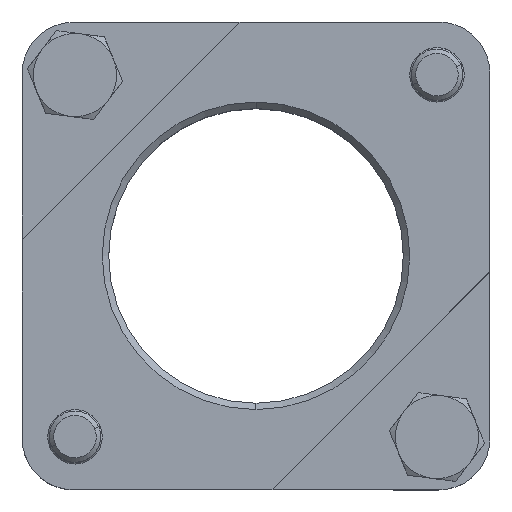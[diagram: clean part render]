
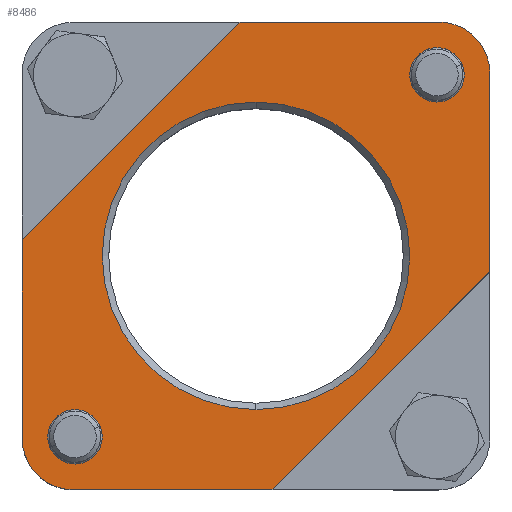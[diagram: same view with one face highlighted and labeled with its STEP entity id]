
A CAD part, top view. The second image highlights one B-rep face of the part: STEP entity #8486.
In plain terms, the highlighted planar face has unit normal (0, 0, 1).
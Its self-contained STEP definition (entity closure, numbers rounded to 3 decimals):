
#7 = VERTEX_POINT ( 'NONE', #4628 ) ;
#49 = LINE ( 'NONE', #2461, #2731 ) ;
#136 = EDGE_CURVE ( 'NONE', #4876, #1461, #3566, .T. ) ;
#245 = DIRECTION ( 'NONE',  ( 1., 0., 0. ) ) ;
#321 = CIRCLE ( 'NONE', #1288, 4.25 ) ;
#336 = ORIENTED_EDGE ( 'NONE', *, *, #6100, .T. ) ;
#388 = ORIENTED_EDGE ( 'NONE', *, *, #7153, .T. ) ;
#411 = VERTEX_POINT ( 'NONE', #6670 ) ;
#461 = ORIENTED_EDGE ( 'NONE', *, *, #5663, .F. ) ;
#534 = DIRECTION ( 'NONE',  ( 0., 0., -1. ) ) ;
#698 = VERTEX_POINT ( 'NONE', #8852 ) ;
#733 = ORIENTED_EDGE ( 'NONE', *, *, #4205, .F. ) ;
#762 = CARTESIAN_POINT ( 'NONE',  ( -28.25, -24., -18.2 ) ) ;
#839 = FACE_OUTER_BOUND ( 'NONE', #7375, .T. ) ;
#1042 = AXIS2_PLACEMENT_3D ( 'NONE', #7711, #1357, #3460 ) ;
#1079 = EDGE_CURVE ( 'NONE', #698, #6761, #5552, .T. ) ;
#1135 = ORIENTED_EDGE ( 'NONE', *, *, #6593, .T. ) ;
#1264 = EDGE_LOOP ( 'NONE', ( #388, #2869 ) ) ;
#1287 = PLANE ( 'NONE',  #1435 ) ;
#1288 = AXIS2_PLACEMENT_3D ( 'NONE', #1969, #8375, #5459 ) ;
#1344 = AXIS2_PLACEMENT_3D ( 'NONE', #8862, #5953, #4594 ) ;
#1357 = DIRECTION ( 'NONE',  ( 0., 0., -1. ) ) ;
#1435 = AXIS2_PLACEMENT_3D ( 'NONE', #6249, #2722, #4853 ) ;
#1461 = VERTEX_POINT ( 'NONE', #7921 ) ;
#1498 = LINE ( 'NONE', #6902, #4155 ) ;
#1529 = CARTESIAN_POINT ( 'NONE',  ( 28.25, 28.25, -18.2 ) ) ;
#1535 = VERTEX_POINT ( 'NONE', #8183 ) ;
#1648 = CIRCLE ( 'NONE', #4863, 4.25 ) ;
#1681 = AXIS2_PLACEMENT_3D ( 'NONE', #5223, #3848, #6615 ) ;
#1892 = DIRECTION ( 'NONE',  ( 0., 0., -1. ) ) ;
#1969 = CARTESIAN_POINT ( 'NONE',  ( -28.25, -28.25, -18.2 ) ) ;
#2014 = DIRECTION ( 'NONE',  ( 0., -1., 0. ) ) ;
#2168 = VECTOR ( 'NONE', #245, 1000. ) ;
#2184 = CARTESIAN_POINT ( 'NONE',  ( -28.25, -32.5, -18.2 ) ) ;
#2209 = CARTESIAN_POINT ( 'NONE',  ( 36.5, 28.5, -18.2 ) ) ;
#2243 = CIRCLE ( 'NONE', #1042, 24. ) ;
#2258 = DIRECTION ( 'NONE',  ( 0., -1., 0. ) ) ;
#2328 = EDGE_LOOP ( 'NONE', ( #5044, #4417 ) ) ;
#2461 = CARTESIAN_POINT ( 'NONE',  ( -28.5, -36.5, -18.2 ) ) ;
#2576 = CIRCLE ( 'NONE', #7372, 4.25 ) ;
#2635 = CARTESIAN_POINT ( 'NONE',  ( 2.497, -36.5, -18.2 ) ) ;
#2713 = DIRECTION ( 'NONE',  ( 0., -1., 0. ) ) ;
#2722 = DIRECTION ( 'NONE',  ( 0., 0., -1. ) ) ;
#2731 = VECTOR ( 'NONE', #3772, 1000. ) ;
#2816 = VECTOR ( 'NONE', #4037, 1000. ) ;
#2869 = ORIENTED_EDGE ( 'NONE', *, *, #5858, .T. ) ;
#2912 = ORIENTED_EDGE ( 'NONE', *, *, #8366, .F. ) ;
#2928 = CARTESIAN_POINT ( 'NONE',  ( 36.5, -2.497, -18.2 ) ) ;
#3029 = ORIENTED_EDGE ( 'NONE', *, *, #3893, .F. ) ;
#3076 = VERTEX_POINT ( 'NONE', #5812 ) ;
#3117 = DIRECTION ( 'NONE',  ( -0.707, -0.707, 0. ) ) ;
#3214 = EDGE_CURVE ( 'NONE', #5702, #8560, #6386, .T. ) ;
#3460 = DIRECTION ( 'NONE',  ( 0., -1., 0. ) ) ;
#3503 = VERTEX_POINT ( 'NONE', #6063 ) ;
#3566 = CIRCLE ( 'NONE', #3610, 4.25 ) ;
#3610 = AXIS2_PLACEMENT_3D ( 'NONE', #6953, #8410, #2713 ) ;
#3662 = DIRECTION ( 'NONE',  ( 0., 0., -1. ) ) ;
#3719 = EDGE_CURVE ( 'NONE', #3503, #7, #1498, .T. ) ;
#3772 = DIRECTION ( 'NONE',  ( -1., 0., 0. ) ) ;
#3848 = DIRECTION ( 'NONE',  ( 0., 0., -1. ) ) ;
#3893 = EDGE_CURVE ( 'NONE', #7, #411, #6374, .T. ) ;
#4034 = DIRECTION ( 'NONE',  ( 0., 1., 0. ) ) ;
#4037 = DIRECTION ( 'NONE',  ( 0., 1., 0. ) ) ;
#4155 = VECTOR ( 'NONE', #8334, 1000. ) ;
#4205 = EDGE_CURVE ( 'NONE', #8560, #3503, #4481, .T. ) ;
#4266 = CARTESIAN_POINT ( 'NONE',  ( -36.5, -28.5, -18.2 ) ) ;
#4417 = ORIENTED_EDGE ( 'NONE', *, *, #7770, .T. ) ;
#4481 = LINE ( 'NONE', #5414, #2816 ) ;
#4594 = DIRECTION ( 'NONE',  ( 0., -1., 0. ) ) ;
#4628 = CARTESIAN_POINT ( 'NONE',  ( -2.497, 36.5, -18.2 ) ) ;
#4667 = ORIENTED_EDGE ( 'NONE', *, *, #3214, .F. ) ;
#4801 = CARTESIAN_POINT ( 'NONE',  ( 0., -24., -18.2 ) ) ;
#4853 = DIRECTION ( 'NONE',  ( 0., -1., 0. ) ) ;
#4863 = AXIS2_PLACEMENT_3D ( 'NONE', #1529, #3662, #2258 ) ;
#4876 = VERTEX_POINT ( 'NONE', #6294 ) ;
#5044 = ORIENTED_EDGE ( 'NONE', *, *, #136, .T. ) ;
#5083 = DIRECTION ( 'NONE',  ( 0., -1., 0. ) ) ;
#5223 = CARTESIAN_POINT ( 'NONE',  ( 28.5, 28.5, -18.2 ) ) ;
#5285 = FACE_BOUND ( 'NONE', #8807, .T. ) ;
#5414 = CARTESIAN_POINT ( 'NONE',  ( -36.5, 28.5, -18.2 ) ) ;
#5443 = CARTESIAN_POINT ( 'NONE',  ( -28.5, -28.5, -18.2 ) ) ;
#5459 = DIRECTION ( 'NONE',  ( 0., -1., 0. ) ) ;
#5552 = LINE ( 'NONE', #2209, #7656 ) ;
#5663 = EDGE_CURVE ( 'NONE', #411, #698, #7567, .T. ) ;
#5665 = AXIS2_PLACEMENT_3D ( 'NONE', #5443, #1892, #4034 ) ;
#5702 = VERTEX_POINT ( 'NONE', #6648 ) ;
#5812 = CARTESIAN_POINT ( 'NONE',  ( 0., 24., -18.2 ) ) ;
#5840 = VECTOR ( 'NONE', #3117, 1000. ) ;
#5851 = ORIENTED_EDGE ( 'NONE', *, *, #3719, .F. ) ;
#5858 = EDGE_CURVE ( 'NONE', #6783, #7432, #2576, .T. ) ;
#5953 = DIRECTION ( 'NONE',  ( 0., 0., -1. ) ) ;
#6063 = CARTESIAN_POINT ( 'NONE',  ( -36.5, 2.497, -18.2 ) ) ;
#6100 = EDGE_CURVE ( 'NONE', #3076, #6629, #6552, .T. ) ;
#6249 = CARTESIAN_POINT ( 'NONE',  ( 28.5, 28.5, -18.2 ) ) ;
#6294 = CARTESIAN_POINT ( 'NONE',  ( 28.25, 24., -18.2 ) ) ;
#6374 = LINE ( 'NONE', #7168, #2168 ) ;
#6386 = CIRCLE ( 'NONE', #5665, 8. ) ;
#6552 = CIRCLE ( 'NONE', #1344, 24. ) ;
#6593 = EDGE_CURVE ( 'NONE', #6629, #3076, #2243, .T. ) ;
#6615 = DIRECTION ( 'NONE',  ( 0., -1., 0. ) ) ;
#6629 = VERTEX_POINT ( 'NONE', #4801 ) ;
#6648 = CARTESIAN_POINT ( 'NONE',  ( -28.5, -36.5, -18.2 ) ) ;
#6670 = CARTESIAN_POINT ( 'NONE',  ( 28.5, 36.5, -18.2 ) ) ;
#6761 = VERTEX_POINT ( 'NONE', #2928 ) ;
#6783 = VERTEX_POINT ( 'NONE', #762 ) ;
#6902 = CARTESIAN_POINT ( 'NONE',  ( -36.5, 2.497, -18.2 ) ) ;
#6953 = CARTESIAN_POINT ( 'NONE',  ( 28.25, 28.25, -18.2 ) ) ;
#7119 = ORIENTED_EDGE ( 'NONE', *, *, #9000, .F. ) ;
#7153 = EDGE_CURVE ( 'NONE', #7432, #6783, #321, .T. ) ;
#7168 = CARTESIAN_POINT ( 'NONE',  ( -28.5, 36.5, -18.2 ) ) ;
#7372 = AXIS2_PLACEMENT_3D ( 'NONE', #7696, #534, #2014 ) ;
#7375 = EDGE_LOOP ( 'NONE', ( #3029, #5851, #733, #4667, #7119, #2912, #8500, #461 ) ) ;
#7432 = VERTEX_POINT ( 'NONE', #2184 ) ;
#7567 = CIRCLE ( 'NONE', #1681, 8. ) ;
#7656 = VECTOR ( 'NONE', #5083, 1000. ) ;
#7696 = CARTESIAN_POINT ( 'NONE',  ( -28.25, -28.25, -18.2 ) ) ;
#7711 = CARTESIAN_POINT ( 'NONE',  ( 0., 0., -18.2 ) ) ;
#7738 = LINE ( 'NONE', #2635, #5840 ) ;
#7770 = EDGE_CURVE ( 'NONE', #1461, #4876, #1648, .T. ) ;
#7921 = CARTESIAN_POINT ( 'NONE',  ( 28.25, 32.5, -18.2 ) ) ;
#8183 = CARTESIAN_POINT ( 'NONE',  ( 2.497, -36.5, -18.2 ) ) ;
#8272 = FACE_BOUND ( 'NONE', #2328, .T. ) ;
#8334 = DIRECTION ( 'NONE',  ( 0.707, 0.707, 0. ) ) ;
#8366 = EDGE_CURVE ( 'NONE', #6761, #1535, #7738, .T. ) ;
#8375 = DIRECTION ( 'NONE',  ( 0., 0., -1. ) ) ;
#8410 = DIRECTION ( 'NONE',  ( 0., 0., -1. ) ) ;
#8486 = ADVANCED_FACE ( 'NONE', ( #8932, #5285, #8272, #839 ), #1287, .F. ) ;
#8500 = ORIENTED_EDGE ( 'NONE', *, *, #1079, .F. ) ;
#8560 = VERTEX_POINT ( 'NONE', #4266 ) ;
#8807 = EDGE_LOOP ( 'NONE', ( #336, #1135 ) ) ;
#8852 = CARTESIAN_POINT ( 'NONE',  ( 36.5, 28.5, -18.2 ) ) ;
#8862 = CARTESIAN_POINT ( 'NONE',  ( 0., 0., -18.2 ) ) ;
#8932 = FACE_BOUND ( 'NONE', #1264, .T. ) ;
#9000 = EDGE_CURVE ( 'NONE', #1535, #5702, #49, .T. ) ;
